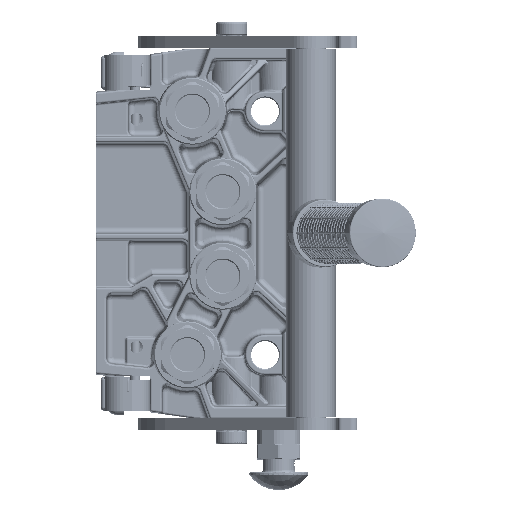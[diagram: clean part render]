
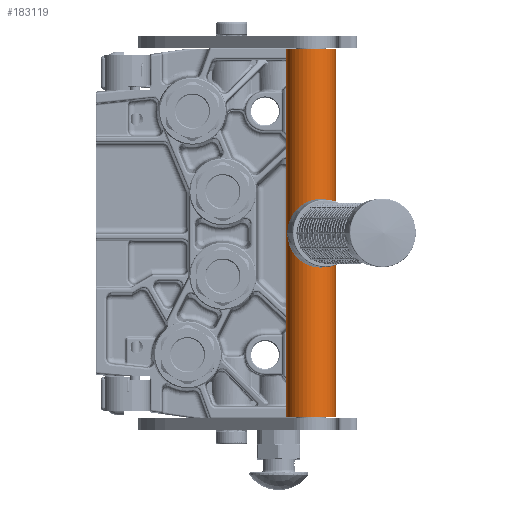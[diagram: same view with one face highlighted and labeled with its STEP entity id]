
A CAD part, top view. The second image highlights one B-rep face of the part: STEP entity #183119.
In plain terms, the highlighted cylindrical face has radius 12.5 mm (diameter 25 mm), a partial arc.
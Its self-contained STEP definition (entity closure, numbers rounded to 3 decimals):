
#23824 = DIRECTION ( 'NONE',  ( 0., 0., -1. ) ) ;
#40117 = CARTESIAN_POINT ( 'NONE',  ( 4.5, 0., 12.5 ) ) ;
#40231 = AXIS2_PLACEMENT_3D ( 'NONE', #114128, #198629, #220663 ) ;
#48279 = AXIS2_PLACEMENT_3D ( 'NONE', #206569, #58708, #247746 ) ;
#48432 = ORIENTED_EDGE ( 'NONE', *, *, #136083, .T. ) ;
#52011 = VERTEX_POINT ( 'NONE', #40117 ) ;
#58708 = DIRECTION ( 'NONE',  ( -1., 0., 0. ) ) ;
#59798 = CARTESIAN_POINT ( 'NONE',  ( 192., 0., -12.5 ) ) ;
#62619 = EDGE_CURVE ( 'NONE', #267173, #190358, #268940, .T. ) ;
#64213 = FACE_OUTER_BOUND ( 'NONE', #156605, .T. ) ;
#82974 = VERTEX_POINT ( 'NONE', #258475 ) ;
#90414 = LINE ( 'NONE', #102339, #100154 ) ;
#93655 = CYLINDRICAL_SURFACE ( 'NONE', #48279, 12.5 ) ;
#100154 = VECTOR ( 'NONE', #271265, 1000. ) ;
#102339 = CARTESIAN_POINT ( 'NONE',  ( 192., 0., 12.5 ) ) ;
#112845 = EDGE_CURVE ( 'NONE', #267173, #82974, #161081, .T. ) ;
#114128 = CARTESIAN_POINT ( 'NONE',  ( 192., 0., 0. ) ) ;
#121539 = VECTOR ( 'NONE', #174835, 1000. ) ;
#130836 = CARTESIAN_POINT ( 'NONE',  ( 192., 0., -12.5 ) ) ;
#134082 = ORIENTED_EDGE ( 'NONE', *, *, #256772, .F. ) ;
#136083 = EDGE_CURVE ( 'NONE', #82974, #52011, #202782, .T. ) ;
#156605 = EDGE_LOOP ( 'NONE', ( #48432, #134082, #156877, #187545 ) ) ;
#156877 = ORIENTED_EDGE ( 'NONE', *, *, #62619, .F. ) ;
#161081 = LINE ( 'NONE', #130836, #121539 ) ;
#174835 = DIRECTION ( 'NONE',  ( -1., 0., 0. ) ) ;
#183119 = ADVANCED_FACE ( 'NONE', ( #64213 ), #93655, .T. ) ;
#187545 = ORIENTED_EDGE ( 'NONE', *, *, #112845, .T. ) ;
#190358 = VERTEX_POINT ( 'NONE', #257921 ) ;
#198629 = DIRECTION ( 'NONE',  ( 1., 0., 0. ) ) ;
#202782 = CIRCLE ( 'NONE', #212172, 12.5 ) ;
#206569 = CARTESIAN_POINT ( 'NONE',  ( -9.825, 0., 0. ) ) ;
#212172 = AXIS2_PLACEMENT_3D ( 'NONE', #234838, #256013, #23824 ) ;
#220663 = DIRECTION ( 'NONE',  ( 0., 0., -1. ) ) ;
#234838 = CARTESIAN_POINT ( 'NONE',  ( 4.5, 0., 0. ) ) ;
#247746 = DIRECTION ( 'NONE',  ( 0., 0., 1. ) ) ;
#256013 = DIRECTION ( 'NONE',  ( 1., 0., 0. ) ) ;
#256772 = EDGE_CURVE ( 'NONE', #190358, #52011, #90414, .T. ) ;
#257921 = CARTESIAN_POINT ( 'NONE',  ( 192., 0., 12.5 ) ) ;
#258475 = CARTESIAN_POINT ( 'NONE',  ( 4.5, 0., -12.5 ) ) ;
#267173 = VERTEX_POINT ( 'NONE', #59798 ) ;
#268940 = CIRCLE ( 'NONE', #40231, 12.5 ) ;
#271265 = DIRECTION ( 'NONE',  ( -1., 0., 0. ) ) ;
